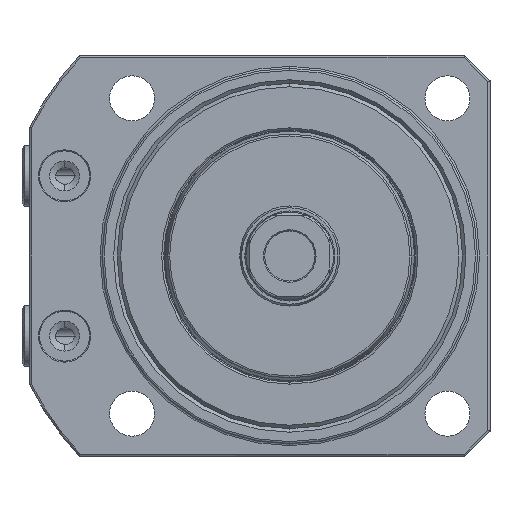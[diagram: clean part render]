
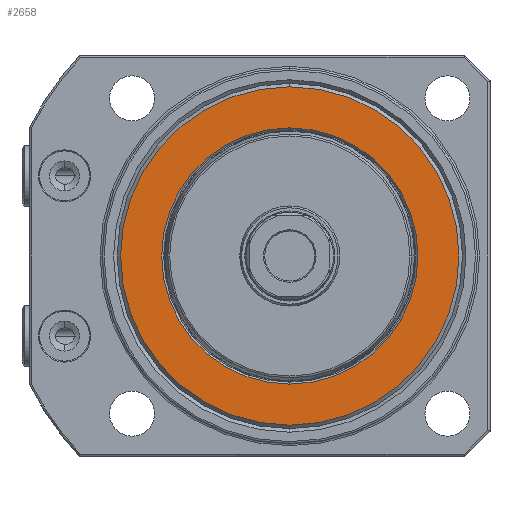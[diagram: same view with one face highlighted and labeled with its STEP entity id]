
A CAD part, front view. The second image highlights one B-rep face of the part: STEP entity #2658.
In plain terms, the highlighted face is planar.
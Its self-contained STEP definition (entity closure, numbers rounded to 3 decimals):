
#119 = CARTESIAN_POINT ( 'NONE',  ( 71., 0., 0. ) ) ;
#120 = DIRECTION ( 'NONE',  ( -1., 0., 0. ) ) ;
#121 = DIRECTION ( 'NONE',  ( 0., 0., 1. ) ) ;
#143 = CARTESIAN_POINT ( 'NONE',  ( 71., 0., 0. ) ) ;
#150 = DIRECTION ( 'NONE',  ( -1., 0., 0. ) ) ;
#151 = DIRECTION ( 'NONE',  ( 0., 0., 1. ) ) ;
#634 = ORIENTED_EDGE ( 'NONE', *, *, #9006, .F. ) ;
#635 = ORIENTED_EDGE ( 'NONE', *, *, #8842, .F. ) ;
#636 = ORIENTED_EDGE ( 'NONE', *, *, #9009, .T. ) ;
#637 = ORIENTED_EDGE ( 'NONE', *, *, #8832, .T. ) ;
#886 = AXIS2_PLACEMENT_3D ( 'NONE', #119, #120, #121 ) ;
#1470 = AXIS2_PLACEMENT_3D ( 'NONE', #5514, #5515, #5516 ) ;
#1472 = FACE_OUTER_BOUND ( 'NONE', #7994, .T. ) ;
#1475 = FACE_BOUND ( 'NONE', #8002, .T. ) ;
#2658 = ADVANCED_FACE ( 'NONE', ( #1475, #1472 ), #5513, .T. ) ;
#3011 = VERTEX_POINT ( 'NONE', #3579 ) ;
#3012 = VERTEX_POINT ( 'NONE', #3580 ) ;
#3019 = VERTEX_POINT ( 'NONE', #3587 ) ;
#3020 = VERTEX_POINT ( 'NONE', #3588 ) ;
#3579 = CARTESIAN_POINT ( 'NONE',  ( 71., 0., -33.8 ) ) ;
#3580 = CARTESIAN_POINT ( 'NONE',  ( 71., 0., 33.8 ) ) ;
#3587 = CARTESIAN_POINT ( 'NONE',  ( 71., 0., -25.6 ) ) ;
#3588 = CARTESIAN_POINT ( 'NONE',  ( 71., 0., 25.6 ) ) ;
#5513 = PLANE ( 'NONE',  #1470 ) ;
#5514 = CARTESIAN_POINT ( 'NONE',  ( 71., 0., 0. ) ) ;
#5515 = DIRECTION ( 'NONE',  ( 1., 0., 0. ) ) ;
#5516 = DIRECTION ( 'NONE',  ( 0., 0., -1. ) ) ;
#6145 = AXIS2_PLACEMENT_3D ( 'NONE', #143, #150, #151 ) ;
#6761 = AXIS2_PLACEMENT_3D ( 'NONE', #7151, #7152, #7153 ) ;
#6765 = AXIS2_PLACEMENT_3D ( 'NONE', #7142, #7143, #7144 ) ;
#7142 = CARTESIAN_POINT ( 'NONE',  ( 71., 0., 0. ) ) ;
#7143 = DIRECTION ( 'NONE',  ( -1., 0., 0. ) ) ;
#7144 = DIRECTION ( 'NONE',  ( 0., 0., 1. ) ) ;
#7151 = CARTESIAN_POINT ( 'NONE',  ( 71., 0., 0. ) ) ;
#7152 = DIRECTION ( 'NONE',  ( -1., 0., 0. ) ) ;
#7153 = DIRECTION ( 'NONE',  ( 0., 0., 1. ) ) ;
#7560 = CIRCLE ( 'NONE', #6761, 25.6 ) ;
#7563 = CIRCLE ( 'NONE', #6765, 33.8 ) ;
#7645 = CIRCLE ( 'NONE', #886, 25.6 ) ;
#7670 = CIRCLE ( 'NONE', #6145, 33.8 ) ;
#7994 = EDGE_LOOP ( 'NONE', ( #635, #634 ) ) ;
#8002 = EDGE_LOOP ( 'NONE', ( #637, #636 ) ) ;
#8832 = EDGE_CURVE ( 'NONE', #3019, #3020, #7645, .T. ) ;
#8842 = EDGE_CURVE ( 'NONE', #3012, #3011, #7670, .T. ) ;
#9006 = EDGE_CURVE ( 'NONE', #3011, #3012, #7563, .T. ) ;
#9009 = EDGE_CURVE ( 'NONE', #3020, #3019, #7560, .T. ) ;
